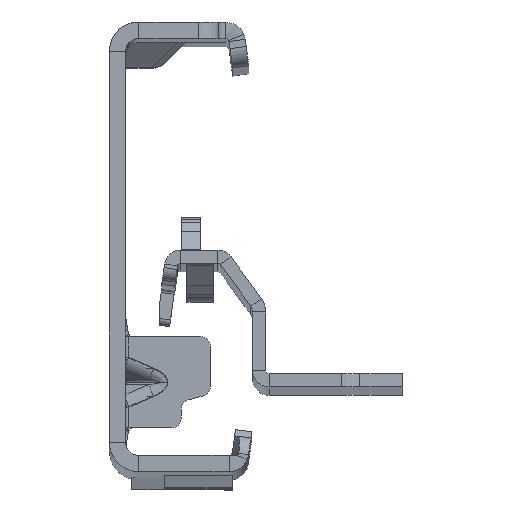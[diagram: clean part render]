
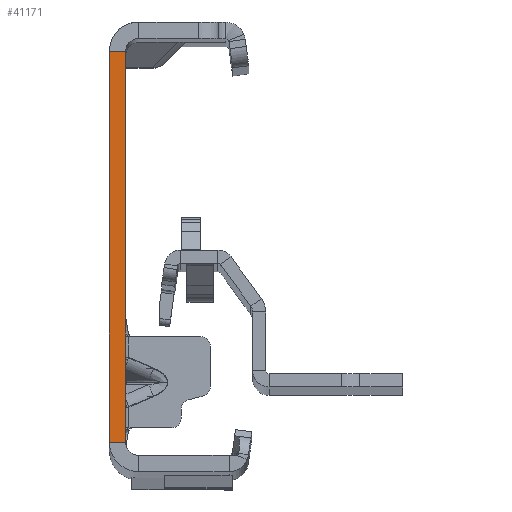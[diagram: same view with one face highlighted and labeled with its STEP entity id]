
A CAD part, top view. The second image highlights one B-rep face of the part: STEP entity #41171.
In plain terms, the highlighted planar face has unit normal (0, 0, 1).
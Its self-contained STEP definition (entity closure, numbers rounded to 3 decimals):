
#403 = ORIENTED_EDGE ( 'NONE', *, *, #40963, .T. ) ;
#570 = CARTESIAN_POINT ( 'NONE',  ( 0., -32., 0. ) ) ;
#1060 = FACE_OUTER_BOUND ( 'NONE', #46367, .T. ) ;
#1141 = DIRECTION ( 'NONE',  ( -1., 0., 0. ) ) ;
#3359 = DIRECTION ( 'NONE',  ( 0., -1., 0. ) ) ;
#7208 = VERTEX_POINT ( 'NONE', #12968 ) ;
#8851 = CARTESIAN_POINT ( 'NONE',  ( -2.5, -32., 0. ) ) ;
#9414 = VECTOR ( 'NONE', #21089, 1000. ) ;
#12968 = CARTESIAN_POINT ( 'NONE',  ( 0., 30., 0. ) ) ;
#13384 = CARTESIAN_POINT ( 'NONE',  ( -2.5, 30., 0. ) ) ;
#15496 = VERTEX_POINT ( 'NONE', #13384 ) ;
#15693 = CARTESIAN_POINT ( 'NONE',  ( 0., 30., 0. ) ) ;
#15885 = LINE ( 'NONE', #570, #43318 ) ;
#17278 = ORIENTED_EDGE ( 'NONE', *, *, #28348, .F. ) ;
#20716 = EDGE_CURVE ( 'NONE', #7208, #25727, #15885, .T. ) ;
#21089 = DIRECTION ( 'NONE',  ( -1., 0., 0. ) ) ;
#22119 = DIRECTION ( 'NONE',  ( 1., 0., 0. ) ) ;
#23039 = CARTESIAN_POINT ( 'NONE',  ( -2.5, -30., 0. ) ) ;
#23261 = ORIENTED_EDGE ( 'NONE', *, *, #35728, .T. ) ;
#25511 = CARTESIAN_POINT ( 'NONE',  ( -2.5, -32., 0. ) ) ;
#25727 = VERTEX_POINT ( 'NONE', #37452 ) ;
#28041 = LINE ( 'NONE', #15693, #43757 ) ;
#28348 = EDGE_CURVE ( 'NONE', #25727, #42955, #40642, .T. ) ;
#28455 = VECTOR ( 'NONE', #45721, 1000. ) ;
#32536 = ORIENTED_EDGE ( 'NONE', *, *, #20716, .F. ) ;
#35728 = EDGE_CURVE ( 'NONE', #7208, #15496, #28041, .T. ) ;
#36717 = DIRECTION ( 'NONE',  ( 0., 0., 1. ) ) ;
#37392 = CARTESIAN_POINT ( 'NONE',  ( 0., -30., 0. ) ) ;
#37452 = CARTESIAN_POINT ( 'NONE',  ( 0., -30., 0. ) ) ;
#40642 = LINE ( 'NONE', #37392, #9414 ) ;
#40963 = EDGE_CURVE ( 'NONE', #15496, #42955, #48276, .T. ) ;
#41171 = ADVANCED_FACE ( 'NONE', ( #1060 ), #43194, .T. ) ;
#42955 = VERTEX_POINT ( 'NONE', #23039 ) ;
#43194 = PLANE ( 'NONE',  #49183 ) ;
#43318 = VECTOR ( 'NONE', #3359, 1000. ) ;
#43757 = VECTOR ( 'NONE', #1141, 1000. ) ;
#45721 = DIRECTION ( 'NONE',  ( 0., -1., 0. ) ) ;
#46367 = EDGE_LOOP ( 'NONE', ( #32536, #23261, #403, #17278 ) ) ;
#48276 = LINE ( 'NONE', #25511, #28455 ) ;
#49183 = AXIS2_PLACEMENT_3D ( 'NONE', #8851, #36717, #22119 ) ;
